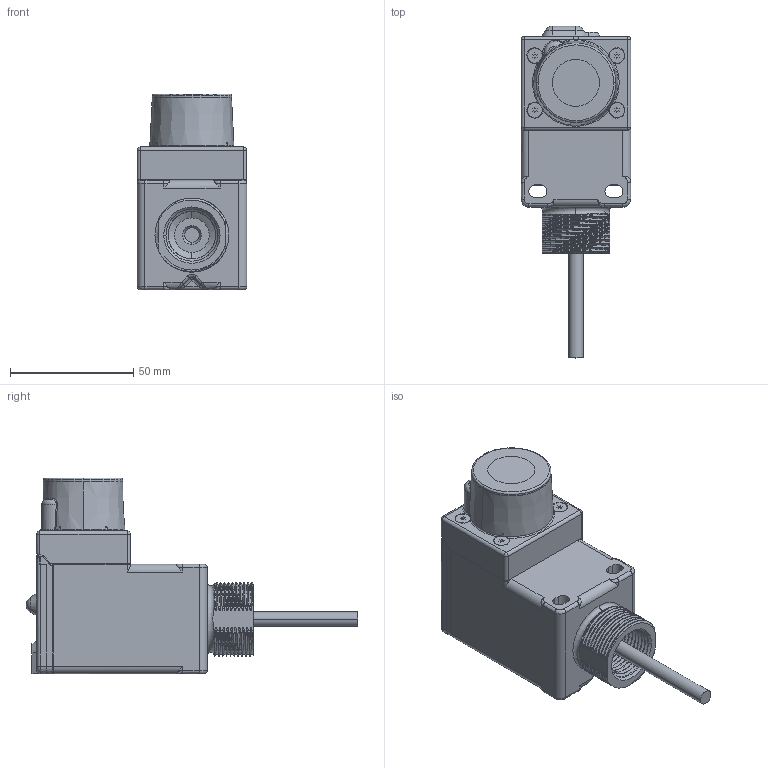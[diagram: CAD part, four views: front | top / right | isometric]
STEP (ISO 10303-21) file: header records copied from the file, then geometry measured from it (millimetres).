
FILE_DESCRIPTION((''),'2;1');
FILE_NAME('156714_SM01_ASM','2022-11-07T10:55:59',('PDMAdmin'),('BANNER ENGINEERING'),'CREO PARAMETRIC BY PTC INC, 2019292','CREO PARAMETRIC BY PTC INC, 2019292','');
FILE_SCHEMA(('CONFIG_CONTROL_DESIGN'));
Products named in the file (3): 156714_EP01; 09459; 156714_SM01_ASM
Assembly tree (2 placements, depth 2):
  156714_SM01_ASM
    156714_EP01
    09459
Bounding box: 44.57 x 134.61 x 79.43 mm (x, y, z)
Volume: 181290.5 mm3; surface area: 30445.4 mm2
Topology: 2 solids, 2 shells, 571 faces, 1497 edges, 948 vertices
Faces by surface type: plane 200, cylinder 164, bspline 119, cone 39, torus 32, sphere 17
Entity records: 32337 total; most frequent: CARTESIAN_POINT 19109, ORIENTED_EDGE 2982, DIRECTION 2372, EDGE_CURVE 1491, VERTEX_POINT 948, AXIS2_PLACEMENT_3D 813, VECTOR 746, LINE 746
